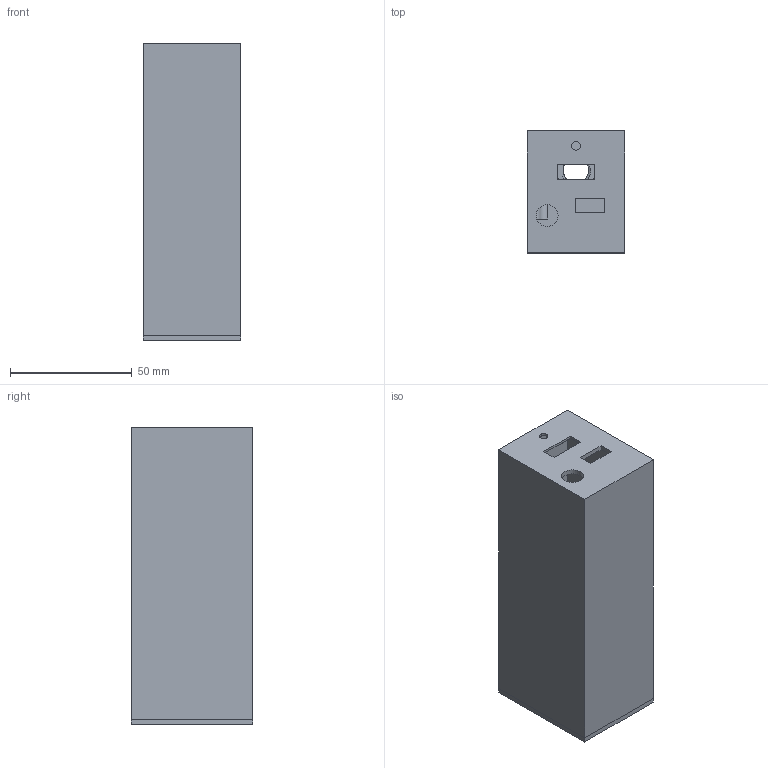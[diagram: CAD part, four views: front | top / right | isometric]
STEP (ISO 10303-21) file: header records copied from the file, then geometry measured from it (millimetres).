
FILE_DESCRIPTION(/* description */ (''),/* implementation_level */ '2;1');
FILE_NAME(/* name */ 'motor_driver_box v1.step',/* time_stamp */ '2025-06-10T20:20:45+02:00',/* author */ (''),/* organization */ (''),/* preprocessor_version */ 'ST-DEVELOPER v20.1',/* originating_system */ 'Autodesk Translation Framework v14.10.0.0',/* authorisation */ '');
FILE_SCHEMA (('AUTOMOTIVE_DESIGN { 1 0 10303 214 3 1 1 }'));
Length unit declared in the file: millimetre
Products named in the file (1): motor_driver_box
Bounding box: 40 x 50 x 122 mm (x, y, z)
Volume: 52039.9 mm3; surface area: 52180.4 mm2
Topology: 2 solids, 2 shells, 144 faces, 379 edges, 250 vertices
Faces by surface type: plane 99, cylinder 43, bspline 2
Full cylindrical faces by diameter (mm): 3.5 x1, 9 x1, 10.526 x4, 12.203 x4, 16 x1
Entity records: 5913 total; most frequent: CARTESIAN_POINT 2293, ORIENTED_EDGE 758, DIRECTION 701, EDGE_CURVE 379, LINE 289, VECTOR 289, VERTEX_POINT 250, AXIS2_PLACEMENT_3D 206
